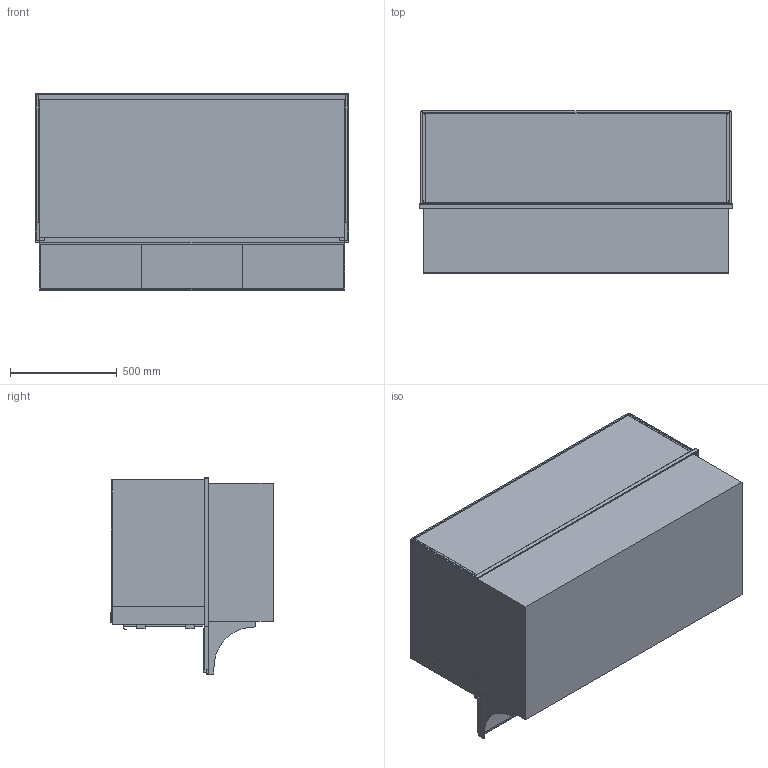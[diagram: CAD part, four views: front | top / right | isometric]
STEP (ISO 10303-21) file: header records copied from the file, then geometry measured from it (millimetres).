
FILE_DESCRIPTION (( 'STEP AP214' ), '1' );
FILE_NAME ('EU520313_Basic E-146-45 Slide-In.STEP', '2022-05-13T06:50:40', ( '' ), ( '' ), 'SwSTEP 2.0', 'SolidWorks 2017', '' );
FILE_SCHEMA (( 'AUTOMOTIVE_DESIGN' ));
Length unit declared in the file: millimetre
Products named in the file (1): EU520313_Basic E-146-45 Slide-In
Bounding box: 1465 x 759 x 918.5 mm (x, y, z)
Volume: 148188244.8 mm3; surface area: 14243150.6 mm2
Topology: 34 solids, 34 shells, 349 faces, 822 edges, 546 vertices
Faces by surface type: plane 311, cylinder 38
Entity records: 10497 total; most frequent: CARTESIAN_POINT 1730, ORIENTED_EDGE 1644, DIRECTION 1594, EDGE_CURVE 822, VECTOR 742, LINE 742, VERTEX_POINT 546, AXIS2_PLACEMENT_3D 426
